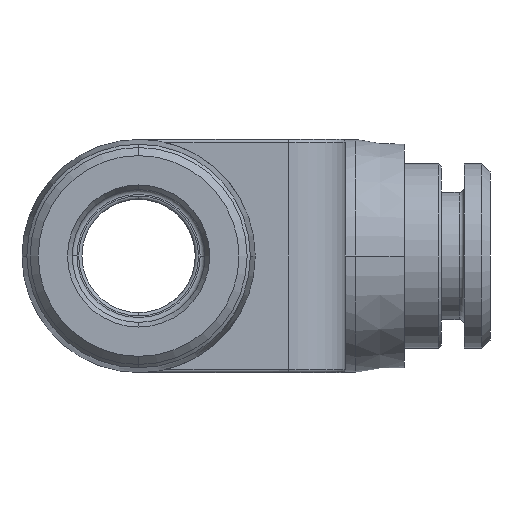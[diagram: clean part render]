
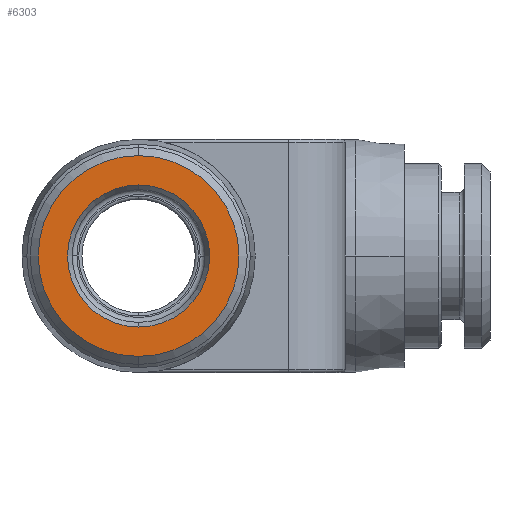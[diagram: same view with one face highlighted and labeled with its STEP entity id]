
A CAD part, left-side view. The second image highlights one B-rep face of the part: STEP entity #6303.
In plain terms, the highlighted planar face has unit normal (-1, 0, 0).
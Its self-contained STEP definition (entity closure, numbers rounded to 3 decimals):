
#2054=CARTESIAN_POINT('',(-22.1,0.,0.));
#2055=DIRECTION('',(1.,0.,0.));
#2056=DIRECTION('',(0.,0.,-1.));
#2057=AXIS2_PLACEMENT_3D('',#2054,#2055,#2056);
#2059=CARTESIAN_POINT('',(-22.1,0.,0.));
#2060=DIRECTION('',(-1.,0.,0.));
#2061=DIRECTION('',(0.,0.,-1.));
#2062=AXIS2_PLACEMENT_3D('',#2059,#2060,#2061);
#2064=CARTESIAN_POINT('',(-22.1,0.,0.));
#2065=DIRECTION('',(-1.,0.,0.));
#2066=DIRECTION('',(0.,0.,-1.));
#2067=AXIS2_PLACEMENT_3D('',#2064,#2065,#2066);
#2077=CARTESIAN_POINT('',(-22.1,0.,0.));
#2078=DIRECTION('',(1.,0.,0.));
#2079=DIRECTION('',(0.,0.,-1.));
#2080=AXIS2_PLACEMENT_3D('',#2077,#2078,#2079);
#3808=CARTESIAN_POINT('',(-22.1,0.,-4.389));
#3810=VERTEX_POINT('',#3808);
#3811=CARTESIAN_POINT('',(-22.1,0.,-6.2));
#3813=VERTEX_POINT('',#3811);
#3818=CARTESIAN_POINT('',(-22.1,0.,4.389));
#3820=VERTEX_POINT('',#3818);
#3821=CARTESIAN_POINT('',(-22.1,0.,6.2));
#3823=VERTEX_POINT('',#3821);
#6288=CARTESIAN_POINT('',(-22.1,0.,0.));
#6289=DIRECTION('',(-1.,0.,0.));
#6290=DIRECTION('',(0.,0.,1.));
#6291=AXIS2_PLACEMENT_3D('',#6288,#6289,#6290);
#6292=PLANE('',#6291);
#6294=ORIENTED_EDGE('',*,*,#6293,.F.);
#6296=ORIENTED_EDGE('',*,*,#6295,.T.);
#6297=EDGE_LOOP('',(#6294,#6296));
#6298=FACE_OUTER_BOUND('',#6297,.F.);
#6299=ORIENTED_EDGE('',*,*,#6281,.F.);
#6300=ORIENTED_EDGE('',*,*,#6270,.T.);
#6301=EDGE_LOOP('',(#6299,#6300));
#6302=FACE_BOUND('',#6301,.F.);
#6303=ADVANCED_FACE('',(#6298,#6302),#6292,.T.);
#2058=CIRCLE('',#2057,4.389);
#2063=CIRCLE('',#2062,4.389);
#2068=CIRCLE('',#2067,6.2);
#2081=CIRCLE('',#2080,6.2);
#6270=EDGE_CURVE('',#3810,#3820,#2063,.T.);
#6281=EDGE_CURVE('',#3810,#3820,#2058,.T.);
#6293=EDGE_CURVE('',#3813,#3823,#2068,.T.);
#6295=EDGE_CURVE('',#3813,#3823,#2081,.T.);
